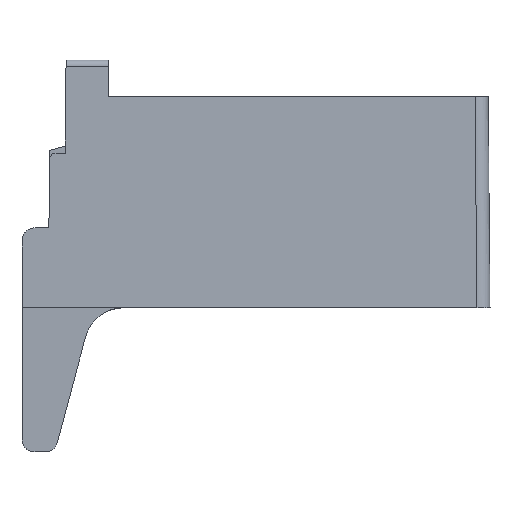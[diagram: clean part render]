
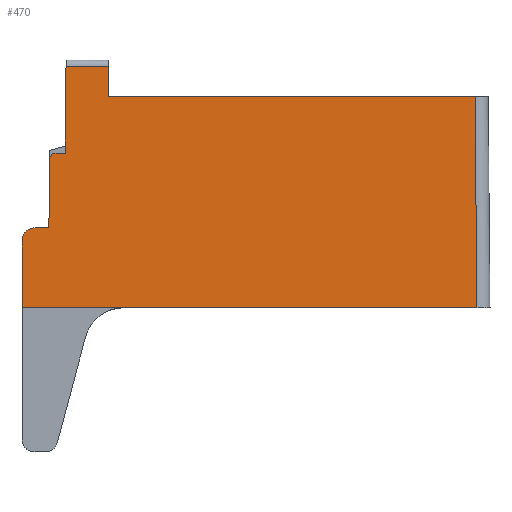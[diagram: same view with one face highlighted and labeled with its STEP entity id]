
A CAD part, front view. The second image highlights one B-rep face of the part: STEP entity #470.
In plain terms, the highlighted planar face has unit normal (0, -1, 0.009).
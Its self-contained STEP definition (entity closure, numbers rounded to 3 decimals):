
#387=ELLIPSE('',#6130,0.5,0.5);
#388=ELLIPSE('',#6131,1.,1.);
#470=ADVANCED_FACE('',(#939),#755,.T.);
#755=PLANE('',#6132);
#939=FACE_OUTER_BOUND('',#1220,.T.);
#1220=EDGE_LOOP('',(#1665,#1666,#1667,#1668,#1669,#1670,#1671,#1672,#1673,
#1674,#1675,#1676,#1677));
#1665=ORIENTED_EDGE('',*,*,#4002,.F.);
#1666=ORIENTED_EDGE('',*,*,#4003,.T.);
#1667=ORIENTED_EDGE('',*,*,#4004,.T.);
#1668=ORIENTED_EDGE('',*,*,#4005,.T.);
#1669=ORIENTED_EDGE('',*,*,#4006,.T.);
#1670=ORIENTED_EDGE('',*,*,#4007,.T.);
#1671=ORIENTED_EDGE('',*,*,#4008,.F.);
#1672=ORIENTED_EDGE('',*,*,#4009,.T.);
#1673=ORIENTED_EDGE('',*,*,#4010,.F.);
#1674=ORIENTED_EDGE('',*,*,#4011,.T.);
#1675=ORIENTED_EDGE('',*,*,#4012,.F.);
#1676=ORIENTED_EDGE('',*,*,#4013,.T.);
#1677=ORIENTED_EDGE('',*,*,#3880,.T.);
#3237=VERTEX_POINT('',#8054);
#3238=VERTEX_POINT('',#8056);
#3356=VERTEX_POINT('',#8429);
#3357=VERTEX_POINT('',#8431);
#3358=VERTEX_POINT('',#8433);
#3359=VERTEX_POINT('',#8435);
#3360=VERTEX_POINT('',#8437);
#3361=VERTEX_POINT('',#8439);
#3362=VERTEX_POINT('',#8441);
#3363=VERTEX_POINT('',#8443);
#3364=VERTEX_POINT('',#8445);
#3365=VERTEX_POINT('',#8447);
#3366=VERTEX_POINT('',#8449);
#3880=EDGE_CURVE('',#3238,#3237,#4800,.T.);
#4002=EDGE_CURVE('',#3356,#3237,#4888,.T.);
#4003=EDGE_CURVE('',#3356,#3357,#4889,.T.);
#4004=EDGE_CURVE('',#3357,#3358,#4890,.T.);
#4005=EDGE_CURVE('',#3358,#3359,#4891,.T.);
#4006=EDGE_CURVE('',#3359,#3360,#387,.T.);
#4007=EDGE_CURVE('',#3360,#3361,#4892,.T.);
#4008=EDGE_CURVE('',#3362,#3361,#4893,.T.);
#4009=EDGE_CURVE('',#3362,#3363,#388,.T.);
#4010=EDGE_CURVE('',#3364,#3363,#4894,.T.);
#4011=EDGE_CURVE('',#3364,#3365,#4895,.T.);
#4012=EDGE_CURVE('',#3366,#3365,#4896,.T.);
#4013=EDGE_CURVE('',#3366,#3238,#4897,.T.);
#4800=LINE('',#8055,#5444);
#4888=LINE('',#8428,#5532);
#4889=LINE('',#8430,#5533);
#4890=LINE('',#8432,#5534);
#4891=LINE('',#8434,#5535);
#4892=LINE('',#8438,#5536);
#4893=LINE('',#8440,#5537);
#4894=LINE('',#8444,#5538);
#4895=LINE('',#8446,#5539);
#4896=LINE('',#8448,#5540);
#4897=LINE('',#8450,#5541);
#5444=VECTOR('',#6542,1.);
#5532=VECTOR('',#6696,1.);
#5533=VECTOR('',#6697,1.);
#5534=VECTOR('',#6698,1.);
#5535=VECTOR('',#6699,1.);
#5536=VECTOR('',#6702,1.);
#5537=VECTOR('',#6703,1.);
#5538=VECTOR('',#6706,1.);
#5539=VECTOR('',#6707,1.);
#5540=VECTOR('',#6708,1.);
#5541=VECTOR('',#6709,1.);
#6130=AXIS2_PLACEMENT_3D('',#8436,#6700,#6701);
#6131=AXIS2_PLACEMENT_3D('',#8442,#6704,#6705);
#6132=AXIS2_PLACEMENT_3D('',#8451,#6710,#6711);
#6542=DIRECTION('',(-1.,0.,0.));
#6696=DIRECTION('',(0.,-0.009,-1.));
#6697=DIRECTION('',(-1.,0.,0.));
#6698=DIRECTION('',(-0.009,-0.009,-1.));
#6699=DIRECTION('',(-1.,0.,0.));
#6700=DIRECTION('',(0.,-1.,0.009));
#6701=DIRECTION('',(0.,-0.009,-1.));
#6702=DIRECTION('',(-0.009,-0.009,-1.));
#6703=DIRECTION('',(1.,0.,0.));
#6704=DIRECTION('',(0.,-1.,0.009));
#6705=DIRECTION('',(0.,0.009,1.));
#6706=DIRECTION('',(0.,0.009,1.));
#6707=DIRECTION('',(1.,0.,0.));
#6708=DIRECTION('',(-1.,0.,0.));
#6709=DIRECTION('',(-0.009,0.009,1.));
#6710=DIRECTION('',(0.,-1.,0.009));
#6711=DIRECTION('',(0.,0.009,1.));
#8054=CARTESIAN_POINT('',(-15.1,-13.959,16.1));
#8055=CARTESIAN_POINT('',(-3.85,-13.959,16.1));
#8056=CARTESIAN_POINT('',(12.86,-13.959,16.1));
#8428=CARTESIAN_POINT('',(-15.1,-13.975,14.305));
#8429=CARTESIAN_POINT('',(-15.1,-13.939,18.409));
#8430=CARTESIAN_POINT('',(-18.338,-13.939,18.409));
#8431=CARTESIAN_POINT('',(-18.342,-13.939,18.409));
#8432=CARTESIAN_POINT('',(-18.502,-14.099,0.128));
#8433=CARTESIAN_POINT('',(-18.4,-13.997,11.8));
#8434=CARTESIAN_POINT('',(-18.4,-13.997,11.8));
#8435=CARTESIAN_POINT('',(-19.101,-13.997,11.8));
#8436=CARTESIAN_POINT('',(-19.101,-14.001,11.3));
#8437=CARTESIAN_POINT('',(-19.601,-14.001,11.304));
#8438=CARTESIAN_POINT('',(-19.699,-14.099,0.138));
#8439=CARTESIAN_POINT('',(-19.647,-14.047,6.1));
#8440=CARTESIAN_POINT('',(-3.85,-14.047,6.1));
#8441=CARTESIAN_POINT('',(-20.7,-14.047,6.1));
#8442=CARTESIAN_POINT('',(-20.7,-14.055,5.1));
#8443=CARTESIAN_POINT('',(-21.7,-14.055,5.1));
#8444=CARTESIAN_POINT('',(-21.7,-14.195,-10.925));
#8445=CARTESIAN_POINT('',(-21.7,-14.1,0.));
#8446=CARTESIAN_POINT('',(-3.85,-14.1,0.));
#8447=CARTESIAN_POINT('',(-13.951,-14.1,0.));
#8448=CARTESIAN_POINT('',(-8.,-14.1,0.));
#8449=CARTESIAN_POINT('',(13.,-14.1,0.));
#8450=CARTESIAN_POINT('',(12.999,-14.099,0.147));
#8451=CARTESIAN_POINT('',(-3.85,-14.1,0.));
